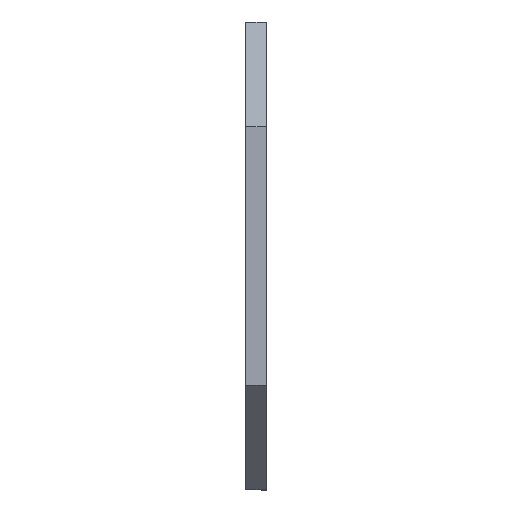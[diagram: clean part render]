
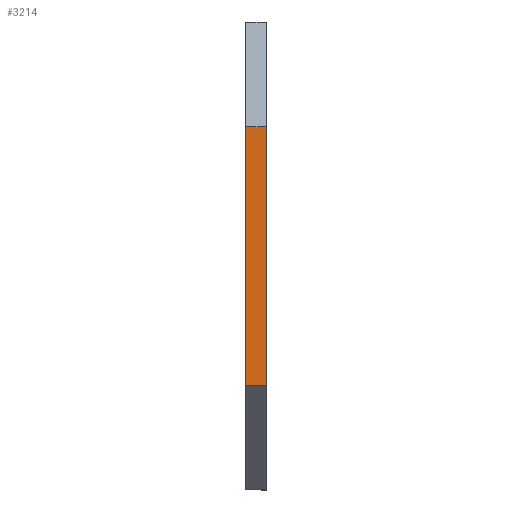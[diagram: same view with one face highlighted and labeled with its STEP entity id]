
A CAD part, left-side view. The second image highlights one B-rep face of the part: STEP entity #3214.
In plain terms, the highlighted planar face has unit normal (-1, 0, 0).
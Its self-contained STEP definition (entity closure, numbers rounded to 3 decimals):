
#23 = VECTOR ( 'NONE', #2325, 1000. ) ;
#146 = CARTESIAN_POINT ( 'NONE',  ( -32., 0., -6.295 ) ) ;
#184 = DIRECTION ( 'NONE',  ( -1., 0., 0. ) ) ;
#348 = AXIS2_PLACEMENT_3D ( 'NONE', #5076, #184, #3988 ) ;
#731 = CARTESIAN_POINT ( 'NONE',  ( -32., 0., 11.375 ) ) ;
#891 = LINE ( 'NONE', #5932, #1998 ) ;
#1102 = EDGE_CURVE ( 'NONE', #2363, #5745, #891, .T. ) ;
#1297 = LINE ( 'NONE', #731, #23 ) ;
#1998 = VECTOR ( 'NONE', #2929, 1000. ) ;
#2035 = LINE ( 'NONE', #6864, #3311 ) ;
#2051 = EDGE_CURVE ( 'NONE', #5263, #6110, #1297, .T. ) ;
#2317 = DIRECTION ( 'NONE',  ( 0., -1., 0. ) ) ;
#2325 = DIRECTION ( 'NONE',  ( 0., 0., 1. ) ) ;
#2328 = ORIENTED_EDGE ( 'NONE', *, *, #6909, .T. ) ;
#2363 = VERTEX_POINT ( 'NONE', #2518 ) ;
#2518 = CARTESIAN_POINT ( 'NONE',  ( -32., -1., -6.295 ) ) ;
#2819 = LINE ( 'NONE', #5568, #5726 ) ;
#2923 = FACE_OUTER_BOUND ( 'NONE', #6441, .T. ) ;
#2929 = DIRECTION ( 'NONE',  ( 0., 0., 1. ) ) ;
#3002 = ORIENTED_EDGE ( 'NONE', *, *, #2051, .F. ) ;
#3196 = CARTESIAN_POINT ( 'NONE',  ( -32., -1., 6.295 ) ) ;
#3214 = ADVANCED_FACE ( 'NONE', ( #2923 ), #5621, .T. ) ;
#3311 = VECTOR ( 'NONE', #4134, 1000. ) ;
#3988 = DIRECTION ( 'NONE',  ( 0., 0., 1. ) ) ;
#4023 = EDGE_CURVE ( 'NONE', #5263, #2363, #2819, .T. ) ;
#4134 = DIRECTION ( 'NONE',  ( 0., 1., 0. ) ) ;
#4822 = ORIENTED_EDGE ( 'NONE', *, *, #4023, .T. ) ;
#4823 = ORIENTED_EDGE ( 'NONE', *, *, #1102, .T. ) ;
#5076 = CARTESIAN_POINT ( 'NONE',  ( -32., -1., 11.375 ) ) ;
#5263 = VERTEX_POINT ( 'NONE', #146 ) ;
#5568 = CARTESIAN_POINT ( 'NONE',  ( -32., -1., -6.295 ) ) ;
#5621 = PLANE ( 'NONE',  #348 ) ;
#5704 = CARTESIAN_POINT ( 'NONE',  ( -32., 0., 6.295 ) ) ;
#5726 = VECTOR ( 'NONE', #2317, 1000. ) ;
#5745 = VERTEX_POINT ( 'NONE', #3196 ) ;
#5932 = CARTESIAN_POINT ( 'NONE',  ( -32., -1., 11.375 ) ) ;
#6110 = VERTEX_POINT ( 'NONE', #5704 ) ;
#6441 = EDGE_LOOP ( 'NONE', ( #3002, #4822, #4823, #2328 ) ) ;
#6864 = CARTESIAN_POINT ( 'NONE',  ( -32., -1., 6.295 ) ) ;
#6909 = EDGE_CURVE ( 'NONE', #5745, #6110, #2035, .T. ) ;
